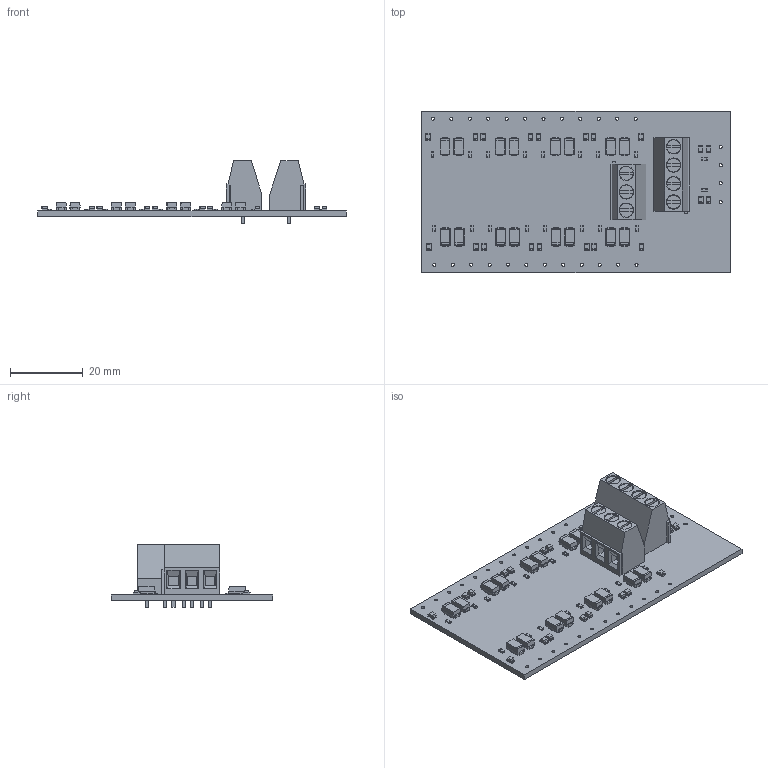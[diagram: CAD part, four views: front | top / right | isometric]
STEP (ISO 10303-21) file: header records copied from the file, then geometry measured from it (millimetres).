
FILE_DESCRIPTION(('KiCad electronic assembly'),'2;1');
FILE_NAME('OSSD_TEST_PCB.step','2024-07-03T12:36:28',('Pcbnew'),('Kicad' ),'Open CASCADE STEP processor 7.7','KiCad to STEP converter', 'Unknown');
FILE_SCHEMA(('AUTOMOTIVE_DESIGN { 1 0 10303 214 1 1 1 1 }'));
Length unit declared in the file: millimetre
Products named in the file (12): OSSD_TEST_PCB 1; D_SMA; LED_0805_2012Metric; R_0603_1608Metric; TerminalBlock_Phoenix_MKDS-1,5-3-5.08_1x03_P5.08mm_Horizontal; TerminalBlock_Phoenix_MKDS_15_3_508_1x03_P508mm_Horizontal; TerminalBlock_Phoenix_MKDS-1,5-4-5.08_1x04_P5.08mm_Horizontal; TerminalBlock_Phoenix_MKDS_15_4_508_1x04_P508mm_Horizontal; OSSD_TEST_PCB_PCB
Assembly tree (62 placements, depth 3):
  OSSD_TEST_PCB 1
    D_SMA  x16
      D_SMA
    LED_0805_2012Metric  x20
      LED_0805_2012Metric
    R_0603_1608Metric  x18
      R_0603_1608Metric
    TerminalBlock_Phoenix_MKDS-1,5-3-5.08_1x03_P5.08mm_Horizontal
      TerminalBlock_Phoenix_MKDS_15_3_508_1x03_P508mm_Horizontal
    TerminalBlock_Phoenix_MKDS-1,5-4-5.08_1x04_P5.08mm_Horizontal
      TerminalBlock_Phoenix_MKDS_15_4_508_1x04_P508mm_Horizontal
    OSSD_TEST_PCB_PCB
Bounding box: 85 x 44.5 x 17.3 mm (x, y, z)
Volume: 10046.9 mm3; surface area: 13758 mm2
Topology: 57 solids, 57 shells, 2451 faces, 6417 edges, 4130 vertices
Faces by surface type: plane 1846, cylinder 417, bspline 188
Full cylindrical faces by diameter (mm): 0.85 x28, 1.3 x7, 3.8 x7, 4 x7
Entity records: 16904 total; most frequent: CARTESIAN_POINT 2555, ORIENTED_EDGE 2288, DIRECTION 2282, EDGE_CURVE 1144, LINE 844, VECTOR 844, VERTEX_POINT 728, AXIS2_PLACEMENT_3D 719
